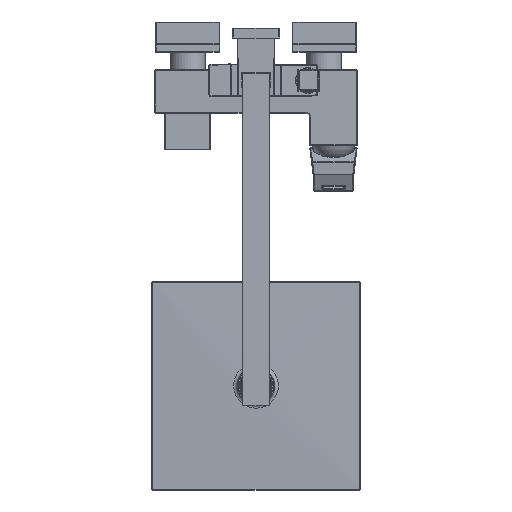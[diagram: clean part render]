
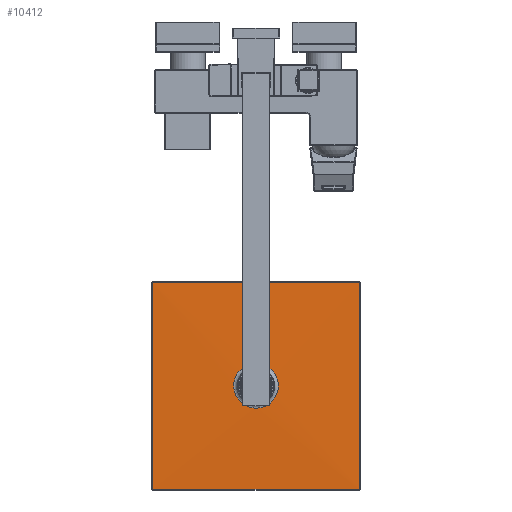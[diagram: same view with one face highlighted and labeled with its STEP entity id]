
A CAD part, top view. The second image highlights one B-rep face of the part: STEP entity #10412.
In plain terms, the highlighted free-form (B-spline) face has degree [2, 2] with [3, 3] control points.
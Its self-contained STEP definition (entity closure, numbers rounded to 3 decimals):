
#18=B_SPLINE_SURFACE_WITH_KNOTS('',2,2,((#14994,#14995,#14996),(#14997,
#14998,#14999),(#15000,#15001,#15002)),.UNSPECIFIED.,.F.,.F.,.F.,(3,3),
(3,3),(0.,1.),(0.,1.),.PIECEWISE_BEZIER_KNOTS.);
#996=B_SPLINE_CURVE_WITH_KNOTS('',3,(#14729,#14730,#14731,#14732),
 .UNSPECIFIED.,.F.,.F.,(4,4),(0.,0.227),.UNSPECIFIED.);
#998=B_SPLINE_CURVE_WITH_KNOTS('',3,(#14755,#14756,#14757,#14758),
 .UNSPECIFIED.,.F.,.F.,(4,4),(0.,0.227),.UNSPECIFIED.);
#1000=B_SPLINE_CURVE_WITH_KNOTS('',3,(#14945,#14946,#14947,#14948,#14949,
#14950,#14951,#14952,#14953,#14954,#14955,#14956,#14957,#14958,#14959,#14960,
#14961,#14962,#14963,#14964,#14965,#14966,#14967,#14968,#14969,#14970,#14971,
#14972,#14973,#14974,#14975,#14976,#14977,#14978,#14979,#14980,#14981,#14982,
#14983,#14984,#14985,#14986,#14987,#14988),.UNSPECIFIED.,.T.,.F.,(1,1,1,
1,1,1,1,1,1,1,1,1,1,1,1,1,1,1,1,1,1,1,1,1,1,1,1,1,1,1,1,1,1,1,1,1,1,1,1,
1,1,1,1,1,1,1,1,1),(-0.012,-0.01,-0.005,
0.,0.005,0.01,0.014,0.019,
0.024,0.026,0.029,0.031,
0.034,0.038,0.043,0.048,
0.053,0.057,0.06,0.062,
0.065,0.067,0.072,0.077,
0.081,0.084,0.086,0.089,
0.091,0.096,0.101,0.105,
0.11,0.115,0.117,0.12,
0.122,0.124,0.129,0.134,0.139,
0.141,0.144,0.148,0.153,
0.158,0.163,0.168),.UNSPECIFIED.);
#1001=B_SPLINE_CURVE_WITH_KNOTS('',3,(#15003,#15004,#15005,#15006),
 .UNSPECIFIED.,.F.,.F.,(4,4),(0.,0.),.UNSPECIFIED.);
#1002=B_SPLINE_CURVE_WITH_KNOTS('',3,(#15008,#15009,#15010,#15011),
 .UNSPECIFIED.,.F.,.F.,(4,4),(0.,0.),.UNSPECIFIED.);
#1003=B_SPLINE_CURVE_WITH_KNOTS('',3,(#15013,#15014,#15015,#15016),
 .UNSPECIFIED.,.F.,.F.,(4,4),(0.,0.227),.UNSPECIFIED.);
#1004=B_SPLINE_CURVE_WITH_KNOTS('',3,(#15018,#15019,#15020,#15021),
 .UNSPECIFIED.,.F.,.F.,(4,4),(0.,0.),.UNSPECIFIED.);
#1005=B_SPLINE_CURVE_WITH_KNOTS('',3,(#15022,#15023,#15024,#15025),
 .UNSPECIFIED.,.F.,.F.,(4,4),(0.,0.),.UNSPECIFIED.);
#1006=B_SPLINE_CURVE_WITH_KNOTS('',3,(#15027,#15028,#15029,#15030),
 .UNSPECIFIED.,.F.,.F.,(4,4),(0.,0.227),.UNSPECIFIED.);
#2924=ORIENTED_EDGE('',*,*,#4806,.T.);
#2925=ORIENTED_EDGE('',*,*,#4796,.T.);
#2926=ORIENTED_EDGE('',*,*,#4807,.T.);
#2927=ORIENTED_EDGE('',*,*,#4808,.T.);
#2928=ORIENTED_EDGE('',*,*,#4809,.T.);
#2929=ORIENTED_EDGE('',*,*,#4800,.T.);
#2930=ORIENTED_EDGE('',*,*,#4810,.T.);
#2931=ORIENTED_EDGE('',*,*,#4811,.T.);
#2932=ORIENTED_EDGE('',*,*,#4804,.T.);
#4796=EDGE_CURVE('',#6202,#6205,#996,.T.);
#4800=EDGE_CURVE('',#6207,#6209,#998,.T.);
#4804=EDGE_CURVE('',#6213,#6213,#1000,.T.);
#4806=EDGE_CURVE('',#6215,#6202,#1001,.T.);
#4807=EDGE_CURVE('',#6205,#6216,#1002,.T.);
#4808=EDGE_CURVE('',#6216,#6217,#1003,.T.);
#4809=EDGE_CURVE('',#6217,#6207,#1004,.T.);
#4810=EDGE_CURVE('',#6209,#6218,#1005,.T.);
#4811=EDGE_CURVE('',#6218,#6215,#1006,.T.);
#6202=VERTEX_POINT('',#14720);
#6205=VERTEX_POINT('',#14728);
#6207=VERTEX_POINT('',#14747);
#6209=VERTEX_POINT('',#14754);
#6213=VERTEX_POINT('',#14989);
#6215=VERTEX_POINT('',#15007);
#6216=VERTEX_POINT('',#15012);
#6217=VERTEX_POINT('',#15017);
#6218=VERTEX_POINT('',#15026);
#7318=EDGE_LOOP('',(#2924,#2925,#2926,#2927,#2928,#2929,#2930,#2931));
#7319=EDGE_LOOP('',(#2932));
#7981=FACE_BOUND('',#7318,.T.);
#7982=FACE_BOUND('',#7319,.T.);
#10412=ADVANCED_FACE('',(#7981,#7982),#18,.F.);
#14720=CARTESIAN_POINT('',(113.303,-234.887,1042.856));
#14728=CARTESIAN_POINT('',(-113.303,-234.887,1042.856));
#14729=CARTESIAN_POINT('',(113.303,-234.887,1042.856));
#14730=CARTESIAN_POINT('',(37.768,-234.861,1043.144));
#14731=CARTESIAN_POINT('',(-37.768,-234.861,1043.144));
#14732=CARTESIAN_POINT('',(-113.303,-234.887,1042.856));
#14747=CARTESIAN_POINT('',(-113.303,-462.092,1042.856));
#14754=CARTESIAN_POINT('',(113.303,-462.092,1042.856));
#14755=CARTESIAN_POINT('',(-113.303,-462.092,1042.856));
#14756=CARTESIAN_POINT('',(-37.768,-462.118,1043.144));
#14757=CARTESIAN_POINT('',(37.768,-462.118,1043.144));
#14758=CARTESIAN_POINT('',(113.303,-462.092,1042.856));
#14945=CARTESIAN_POINT('',(-24.187,-353.335,1044.784));
#14946=CARTESIAN_POINT('',(-24.665,-348.477,1044.782));
#14947=CARTESIAN_POINT('',(-24.193,-343.69,1044.781));
#14948=CARTESIAN_POINT('',(-22.78,-339.035,1044.781));
#14949=CARTESIAN_POINT('',(-20.521,-334.806,1044.78));
#14950=CARTESIAN_POINT('',(-17.428,-331.037,1044.779));
#14951=CARTESIAN_POINT('',(-14.345,-328.506,1044.779));
#14952=CARTESIAN_POINT('',(-11.563,-326.837,1044.778));
#14953=CARTESIAN_POINT('',(-9.397,-325.815,1044.778));
#14954=CARTESIAN_POINT('',(-7.144,-325.006,1044.777));
#14955=CARTESIAN_POINT('',(-3.999,-324.218,1044.777));
#14956=CARTESIAN_POINT('',(-0.027,-323.825,1044.777));
#14957=CARTESIAN_POINT('',(4.824,-324.302,1044.777));
#14958=CARTESIAN_POINT('',(9.412,-325.692,1044.778));
#14959=CARTESIAN_POINT('',(13.707,-327.984,1044.779));
#14960=CARTESIAN_POINT('',(16.802,-330.523,1044.779));
#14961=CARTESIAN_POINT('',(18.976,-332.919,1044.78));
#14962=CARTESIAN_POINT('',(20.4,-334.84,1044.78));
#14963=CARTESIAN_POINT('',(21.637,-336.896,1044.78));
#14964=CARTESIAN_POINT('',(23.024,-339.83,1044.781));
#14965=CARTESIAN_POINT('',(24.183,-343.641,1044.781));
#14966=CARTESIAN_POINT('',(24.664,-348.497,1044.782));
#14967=CARTESIAN_POINT('',(24.276,-352.465,1044.783));
#14968=CARTESIAN_POINT('',(23.49,-355.613,1044.784));
#14969=CARTESIAN_POINT('',(22.682,-357.869,1044.785));
#14970=CARTESIAN_POINT('',(21.663,-360.034,1044.785));
#14971=CARTESIAN_POINT('',(19.998,-362.814,1044.786));
#14972=CARTESIAN_POINT('',(17.467,-365.904,1044.787));
#14973=CARTESIAN_POINT('',(13.702,-368.998,1044.788));
#14974=CARTESIAN_POINT('',(9.476,-371.261,1044.788));
#14975=CARTESIAN_POINT('',(4.817,-372.679,1044.788));
#14976=CARTESIAN_POINT('',(0.837,-373.074,1044.788));
#14977=CARTESIAN_POINT('',(-2.397,-372.919,1044.788));
#14978=CARTESIAN_POINT('',(-4.763,-372.568,1044.788));
#14979=CARTESIAN_POINT('',(-7.09,-371.99,1044.788));
#14980=CARTESIAN_POINT('',(-10.147,-370.899,1044.788));
#14981=CARTESIAN_POINT('',(-13.663,-369.024,1044.788));
#14982=CARTESIAN_POINT('',(-17.438,-365.932,1044.787));
#14983=CARTESIAN_POINT('',(-19.969,-362.855,1044.786));
#14984=CARTESIAN_POINT('',(-21.642,-360.073,1044.786));
#14985=CARTESIAN_POINT('',(-23.008,-357.187,1044.785));
#14986=CARTESIAN_POINT('',(-24.187,-353.335,1044.784));
#14987=CARTESIAN_POINT('',(-24.665,-348.477,1044.782));
#14988=CARTESIAN_POINT('',(-24.193,-343.69,1044.781));
#14989=CARTESIAN_POINT('',(-24.506,-348.489,1044.782));
#14994=CARTESIAN_POINT('',(114.3,-462.789,1042.85));
#14995=CARTESIAN_POINT('',(114.3,-347.626,1043.25));
#14996=CARTESIAN_POINT('',(114.3,-234.189,1042.85));
#14997=CARTESIAN_POINT('',(0.,-462.789,1043.25));
#14998=CARTESIAN_POINT('',(0.,-352.807,1050.114));
#14999=CARTESIAN_POINT('',(0.,-234.189,1043.25));
#15000=CARTESIAN_POINT('',(-114.3,-462.789,1042.85));
#15001=CARTESIAN_POINT('',(-114.3,-347.626,1043.25));
#15002=CARTESIAN_POINT('',(-114.3,-234.189,1042.85));
#15003=CARTESIAN_POINT('',(113.603,-235.187,1042.856));
#15004=CARTESIAN_POINT('',(113.603,-235.028,1042.856));
#15005=CARTESIAN_POINT('',(113.461,-234.887,1042.856));
#15006=CARTESIAN_POINT('',(113.303,-234.887,1042.856));
#15007=CARTESIAN_POINT('',(113.603,-235.187,1042.856));
#15008=CARTESIAN_POINT('',(-113.303,-234.887,1042.856));
#15009=CARTESIAN_POINT('',(-113.461,-234.887,1042.856));
#15010=CARTESIAN_POINT('',(-113.603,-235.028,1042.856));
#15011=CARTESIAN_POINT('',(-113.603,-235.187,1042.856));
#15012=CARTESIAN_POINT('',(-113.603,-235.187,1042.856));
#15013=CARTESIAN_POINT('',(-113.603,-235.187,1042.856));
#15014=CARTESIAN_POINT('',(-113.629,-310.721,1043.146));
#15015=CARTESIAN_POINT('',(-113.628,-386.257,1043.142));
#15016=CARTESIAN_POINT('',(-113.603,-461.792,1042.856));
#15017=CARTESIAN_POINT('',(-113.603,-461.792,1042.856));
#15018=CARTESIAN_POINT('',(-113.603,-461.792,1042.856));
#15019=CARTESIAN_POINT('',(-113.603,-461.95,1042.856));
#15020=CARTESIAN_POINT('',(-113.461,-462.092,1042.856));
#15021=CARTESIAN_POINT('',(-113.303,-462.092,1042.856));
#15022=CARTESIAN_POINT('',(113.303,-462.092,1042.856));
#15023=CARTESIAN_POINT('',(113.461,-462.092,1042.856));
#15024=CARTESIAN_POINT('',(113.603,-461.95,1042.856));
#15025=CARTESIAN_POINT('',(113.603,-461.792,1042.856));
#15026=CARTESIAN_POINT('',(113.603,-461.792,1042.856));
#15027=CARTESIAN_POINT('',(113.603,-461.792,1042.856));
#15028=CARTESIAN_POINT('',(113.628,-386.257,1043.142));
#15029=CARTESIAN_POINT('',(113.629,-310.721,1043.146));
#15030=CARTESIAN_POINT('',(113.603,-235.187,1042.856));
